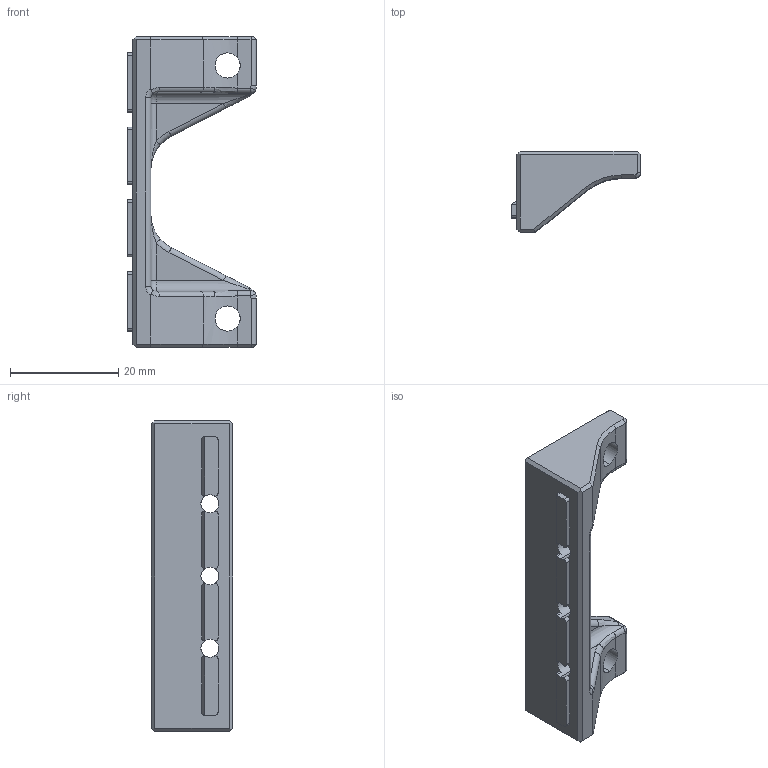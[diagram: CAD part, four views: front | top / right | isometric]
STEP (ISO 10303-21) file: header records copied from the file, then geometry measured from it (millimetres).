
FILE_DESCRIPTION (( 'STEP AP203' ), '1' );
FILE_NAME ('plus50 UHP350 Mount.STEP', '2025-04-05T00:50:35', ( '' ), ( '' ), 'SwSTEP 2.0', 'SolidWorks 2025', '' );
FILE_SCHEMA (( 'CONFIG_CONTROL_DESIGN' ));
Length unit declared in the file: millimetre
Products named in the file (1): plus50 UHP350 Mount
Bounding box: 23.79 x 15 x 57.35 mm (x, y, z)
Volume: 6579.2 mm3; surface area: 3858.1 mm2
Topology: 1 solids, 1 shells, 138 faces, 374 edges, 230 vertices
Faces by surface type: plane 55, cylinder 53, torus 10, bspline 10, cone 8, sphere 2
Entity records: 4698 total; most frequent: CARTESIAN_POINT 1192, ORIENTED_EDGE 740, DIRECTION 722, EDGE_CURVE 370, AXIS2_PLACEMENT_3D 264, VERTEX_POINT 230, LINE 194, VECTOR 194
